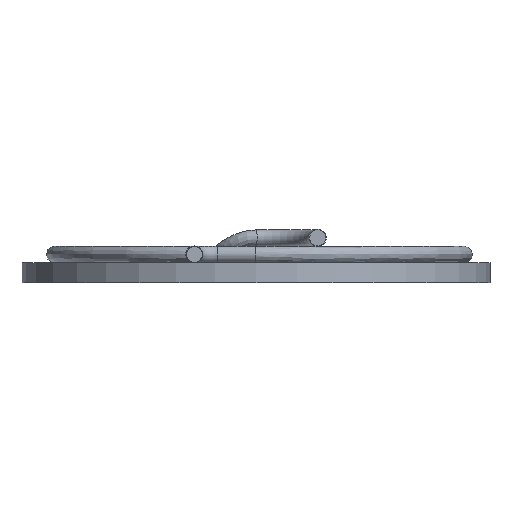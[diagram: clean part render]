
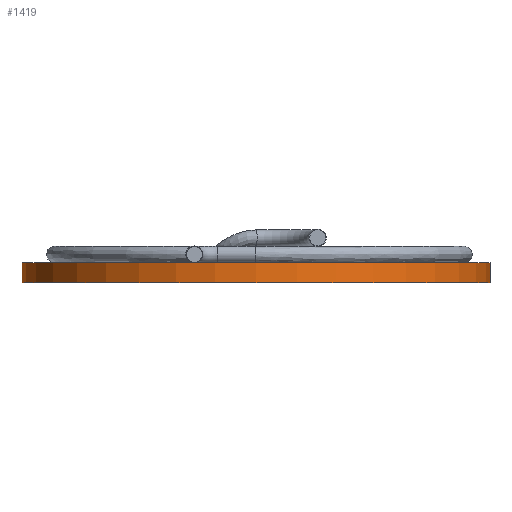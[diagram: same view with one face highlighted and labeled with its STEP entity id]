
A CAD part, front view. The second image highlights one B-rep face of the part: STEP entity #1419.
In plain terms, the highlighted cylindrical face has radius 35 mm (diameter 70 mm), a full revolution.
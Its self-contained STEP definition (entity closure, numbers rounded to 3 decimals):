
#29=CIRCLE('',#1637,35.);
#30=CIRCLE('',#1639,35.);
#44=CYLINDRICAL_SURFACE('',#1638,35.);
#460=ORIENTED_EDGE('',*,*,#750,.F.);
#461=ORIENTED_EDGE('',*,*,#749,.T.);
#749=EDGE_CURVE('',#894,#894,#29,.T.);
#750=EDGE_CURVE('',#895,#895,#30,.T.);
#894=VERTEX_POINT('',#2934);
#895=VERTEX_POINT('',#2937);
#1130=EDGE_LOOP('',(#460));
#1131=EDGE_LOOP('',(#461));
#1244=FACE_BOUND('',#1130,.T.);
#1245=FACE_BOUND('',#1131,.T.);
#1419=ADVANCED_FACE('',(#1244,#1245),#44,.T.);
#1637=AXIS2_PLACEMENT_3D('',#2933,#1839,#1840);
#1638=AXIS2_PLACEMENT_3D('',#2935,#1841,#1842);
#1639=AXIS2_PLACEMENT_3D('',#2936,#1843,#1844);
#1839=DIRECTION('',(0.,0.,1.));
#1840=DIRECTION('',(1.,0.,0.));
#1841=DIRECTION('',(0.,0.,1.));
#1842=DIRECTION('',(1.,0.,0.));
#1843=DIRECTION('',(0.,0.,1.));
#1844=DIRECTION('',(1.,0.,0.));
#2933=CARTESIAN_POINT('',(0.,0.,-4.227));
#2934=CARTESIAN_POINT('',(35.,0.,-4.227));
#2935=CARTESIAN_POINT('',(0.,0.,-4.227));
#2936=CARTESIAN_POINT('',(0.,0.,-1.227));
#2937=CARTESIAN_POINT('',(35.,0.,-1.227));
